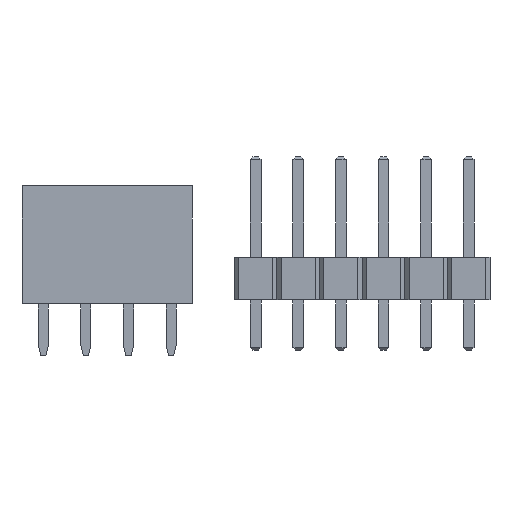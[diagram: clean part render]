
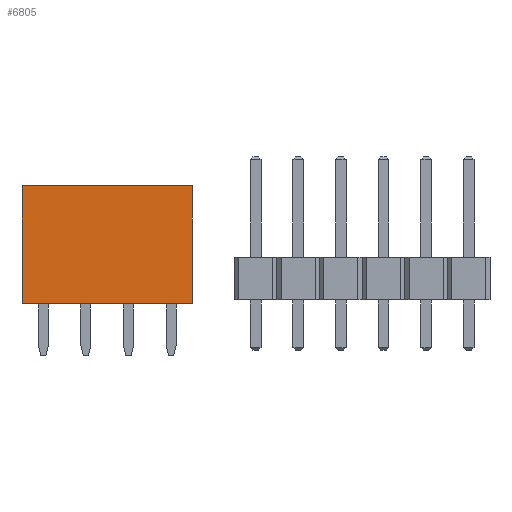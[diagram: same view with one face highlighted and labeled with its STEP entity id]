
A CAD part, left-side view. The second image highlights one B-rep face of the part: STEP entity #6805.
In plain terms, the highlighted planar face has unit normal (-1, 0, 0).
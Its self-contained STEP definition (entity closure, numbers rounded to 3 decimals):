
#102 = DIRECTION ( 'NONE',  ( 0., 0., 1. ) ) ;
#754 = VERTEX_POINT ( 'NONE', #8358 ) ;
#773 = EDGE_CURVE ( 'NONE', #9246, #1892, #3083, .T. ) ;
#1102 = LINE ( 'NONE', #4032, #6048 ) ;
#1892 = VERTEX_POINT ( 'NONE', #7476 ) ;
#2039 = CARTESIAN_POINT ( 'NONE',  ( -1.27, 1.27, 0. ) ) ;
#2044 = CARTESIAN_POINT ( 'NONE',  ( -1.27, -8.89, 0. ) ) ;
#2062 = VECTOR ( 'NONE', #8251, 1000. ) ;
#2201 = ORIENTED_EDGE ( 'NONE', *, *, #6878, .T. ) ;
#2287 = LINE ( 'NONE', #3768, #2062 ) ;
#2393 = AXIS2_PLACEMENT_3D ( 'NONE', #2039, #8712, #6571 ) ;
#2695 = FACE_OUTER_BOUND ( 'NONE', #8802, .T. ) ;
#2953 = ORIENTED_EDGE ( 'NONE', *, *, #3555, .F. ) ;
#3083 = LINE ( 'NONE', #8513, #9267 ) ;
#3112 = VERTEX_POINT ( 'NONE', #8301 ) ;
#3209 = ORIENTED_EDGE ( 'NONE', *, *, #9110, .F. ) ;
#3348 = DIRECTION ( 'NONE',  ( 0., -1., 0. ) ) ;
#3555 = EDGE_CURVE ( 'NONE', #754, #3112, #8404, .T. ) ;
#3768 = CARTESIAN_POINT ( 'NONE',  ( -1.27, 1.27, 0. ) ) ;
#4016 = DIRECTION ( 'NONE',  ( 0., 0., 1. ) ) ;
#4032 = CARTESIAN_POINT ( 'NONE',  ( -1.27, 1.27, 7. ) ) ;
#5682 = PLANE ( 'NONE',  #2393 ) ;
#6048 = VECTOR ( 'NONE', #3348, 1000. ) ;
#6571 = DIRECTION ( 'NONE',  ( 0., 1., 0. ) ) ;
#6805 = ADVANCED_FACE ( '��1', ( #2695 ), #5682, .F. ) ;
#6878 = EDGE_CURVE ( 'NONE', #754, #9246, #2287, .T. ) ;
#6963 = VECTOR ( 'NONE', #4016, 1000. ) ;
#7476 = CARTESIAN_POINT ( 'NONE',  ( -1.27, -8.89, 7. ) ) ;
#7837 = ORIENTED_EDGE ( 'NONE', *, *, #773, .T. ) ;
#8251 = DIRECTION ( 'NONE',  ( 0., -1., 0. ) ) ;
#8301 = CARTESIAN_POINT ( 'NONE',  ( -1.27, 1.27, 7. ) ) ;
#8358 = CARTESIAN_POINT ( 'NONE',  ( -1.27, 1.27, 0. ) ) ;
#8404 = LINE ( 'NONE', #9269, #6963 ) ;
#8513 = CARTESIAN_POINT ( 'NONE',  ( -1.27, -8.89, 0. ) ) ;
#8712 = DIRECTION ( 'NONE',  ( 1., 0., 0. ) ) ;
#8802 = EDGE_LOOP ( 'NONE', ( #2201, #7837, #3209, #2953 ) ) ;
#9110 = EDGE_CURVE ( 'NONE', #3112, #1892, #1102, .T. ) ;
#9246 = VERTEX_POINT ( 'NONE', #2044 ) ;
#9267 = VECTOR ( 'NONE', #102, 1000. ) ;
#9269 = CARTESIAN_POINT ( 'NONE',  ( -1.27, 1.27, 0. ) ) ;
